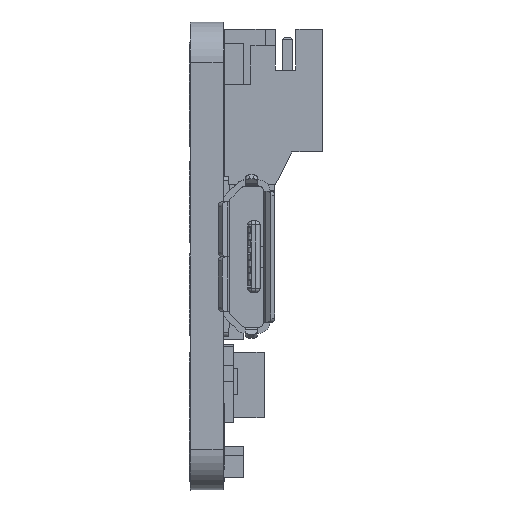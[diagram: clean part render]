
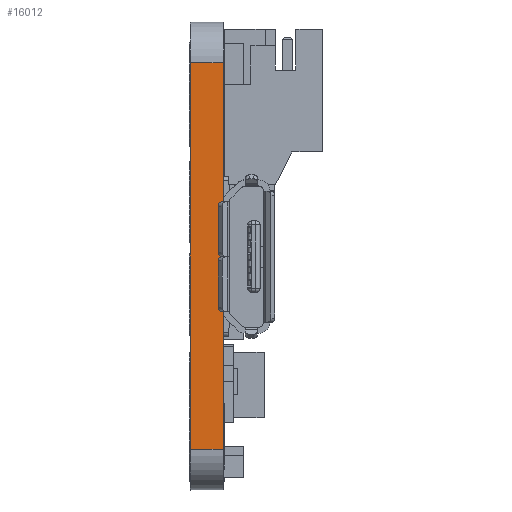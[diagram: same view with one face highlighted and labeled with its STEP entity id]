
A CAD part, left-side view. The second image highlights one B-rep face of the part: STEP entity #16012.
In plain terms, the highlighted planar face has unit normal (-1, 0, 0).
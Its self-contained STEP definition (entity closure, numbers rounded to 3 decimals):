
#1176=PLANE('',#17734);
#1987=FACE_OUTER_BOUND('',#2889,.T.);
#2889=EDGE_LOOP('',(#14639,#14640,#14641,#14642));
#4739=LINE('',#26757,#6537);
#4748=LINE('',#26816,#6546);
#4749=LINE('',#26819,#6547);
#4750=LINE('',#26820,#6548);
#6537=VECTOR('',#21815,1000.);
#6546=VECTOR('',#21876,1000.);
#6547=VECTOR('',#21879,1000.);
#6548=VECTOR('',#21880,1000.);
#8315=VERTEX_POINT('',#26754);
#8316=VERTEX_POINT('',#26756);
#8340=VERTEX_POINT('',#26814);
#8341=VERTEX_POINT('',#26818);
#10437=EDGE_CURVE('',#8315,#8316,#4739,.T.);
#10467=EDGE_CURVE('',#8340,#8315,#4748,.T.);
#10468=EDGE_CURVE('',#8341,#8340,#4749,.T.);
#10469=EDGE_CURVE('',#8316,#8341,#4750,.T.);
#14639=ORIENTED_EDGE('',*,*,#10468,.F.);
#14640=ORIENTED_EDGE('',*,*,#10469,.F.);
#14641=ORIENTED_EDGE('',*,*,#10437,.F.);
#14642=ORIENTED_EDGE('',*,*,#10467,.F.);
#16012=ADVANCED_FACE('',(#1987),#1176,.T.);
#17734=AXIS2_PLACEMENT_3D('',#26817,#21877,#21878);
#21815=DIRECTION('',(0.,-1.,0.));
#21876=DIRECTION('',(0.,0.,1.));
#21877=DIRECTION('center_axis',(-1.,0.,0.));
#21878=DIRECTION('ref_axis',(0.,0.,
-1.));
#21879=DIRECTION('',(0.,1.,0.));
#21880=DIRECTION('',(0.,0.,-1.));
#26754=CARTESIAN_POINT('',(-1.5,-18.639,14.));
#26756=CARTESIAN_POINT('',(-1.5,-37.499,14.));
#26757=CARTESIAN_POINT('',(-1.5,-28.069,14.));
#26814=CARTESIAN_POINT('',(-1.5,-18.639,12.4));
#26816=CARTESIAN_POINT('',(-1.5,-18.639,12.4));
#26817=CARTESIAN_POINT('Origin',(-1.5,-16.639,12.4));
#26818=CARTESIAN_POINT('',(-1.5,-37.499,12.4));
#26819=CARTESIAN_POINT('',(-1.5,-28.069,12.4));
#26820=CARTESIAN_POINT('',(-1.5,-37.499,13.2));
